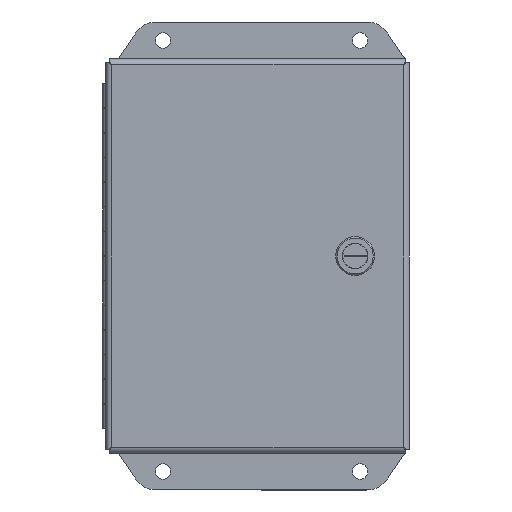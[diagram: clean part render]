
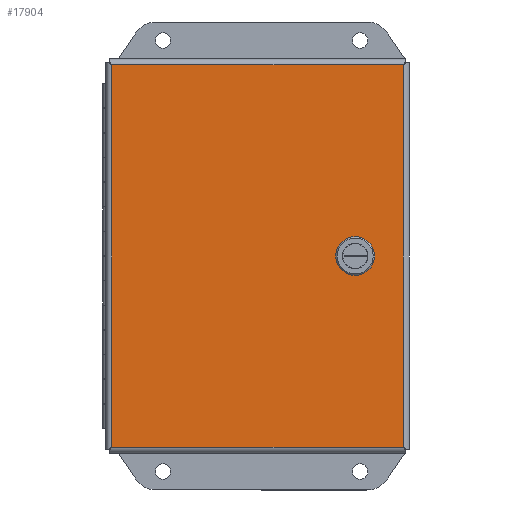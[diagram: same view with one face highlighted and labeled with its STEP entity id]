
A CAD part, front view. The second image highlights one B-rep face of the part: STEP entity #17904.
In plain terms, the highlighted planar face has unit normal (0, -1, 0).
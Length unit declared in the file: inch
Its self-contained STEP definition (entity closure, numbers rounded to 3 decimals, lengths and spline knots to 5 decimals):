
#7 = DIRECTION ( 'NONE',  ( -1., 0., 0. ) ) ;
#18 = DIRECTION ( 'NONE',  ( 0., 0., 1. ) ) ;
#329 = LINE ( 'NONE', #13260, #12962 ) ;
#336 = CARTESIAN_POINT ( 'NONE',  ( -3.0455, -4.11697, 3.8785 ) ) ;
#836 = CARTESIAN_POINT ( 'NONE',  ( 1.82441, -4.11697, -0.331 ) ) ;
#1287 = CARTESIAN_POINT ( 'NONE',  ( 1.97559, -4.11697, -0.331 ) ) ;
#1550 = DIRECTION ( 'NONE',  ( -0.707, 0., -0.707 ) ) ;
#1587 = CARTESIAN_POINT ( 'NONE',  ( 2.8785, -4.11697, 3.8785 ) ) ;
#1806 = VECTOR ( 'NONE', #18688, 39.37008 ) ;
#1882 = EDGE_CURVE ( 'NONE', #7121, #13949, #15326, .T. ) ;
#1973 = CARTESIAN_POINT ( 'NONE',  ( 2.8785, -4.11697, -3.8785 ) ) ;
#2338 = ORIENTED_EDGE ( 'NONE', *, *, #17635, .F. ) ;
#2422 = VERTEX_POINT ( 'NONE', #15724 ) ;
#2451 = VECTOR ( 'NONE', #8890, 39.37008 ) ;
#2799 = ORIENTED_EDGE ( 'NONE', *, *, #16766, .F. ) ;
#3058 = CARTESIAN_POINT ( 'NONE',  ( 2.231, -4.11697, 0.07559 ) ) ;
#3147 = VECTOR ( 'NONE', #8712, 39.37008 ) ;
#3167 = EDGE_LOOP ( 'NONE', ( #10331, #4957, #2338, #9902, #7516, #2799, #9926, #20573 ) ) ;
#4346 = CARTESIAN_POINT ( 'NONE',  ( 1.97559, -4.11697, -0.331 ) ) ;
#4883 = EDGE_LOOP ( 'NONE', ( #7943, #12958, #18593, #17933 ) ) ;
#4957 = ORIENTED_EDGE ( 'NONE', *, *, #11116, .F. ) ;
#5171 = VECTOR ( 'NONE', #6753, 39.37008 ) ;
#5622 = LINE ( 'NONE', #8086, #8569 ) ;
#5694 = VERTEX_POINT ( 'NONE', #836 ) ;
#5777 = FACE_BOUND ( 'NONE', #3167, .T. ) ;
#5861 = EDGE_CURVE ( 'NONE', #2422, #7121, #19760, .T. ) ;
#6753 = DIRECTION ( 'NONE',  ( -0.707, 0., 0.707 ) ) ;
#6756 = EDGE_CURVE ( 'NONE', #10837, #19710, #329, .T. ) ;
#6851 = DIRECTION ( 'NONE',  ( 0., 0., 1. ) ) ;
#6967 = CARTESIAN_POINT ( 'NONE',  ( 1.97559, -4.11697, 0.331 ) ) ;
#7121 = VERTEX_POINT ( 'NONE', #1587 ) ;
#7141 = PLANE ( 'NONE',  #7850 ) ;
#7282 = DIRECTION ( 'NONE',  ( -1., 0., 0. ) ) ;
#7407 = LINE ( 'NONE', #4346, #2451 ) ;
#7516 = ORIENTED_EDGE ( 'NONE', *, *, #6756, .F. ) ;
#7850 = AXIS2_PLACEMENT_3D ( 'NONE', #15417, #16792, #18576 ) ;
#7943 = ORIENTED_EDGE ( 'NONE', *, *, #5861, .T. ) ;
#8086 = CARTESIAN_POINT ( 'NONE',  ( 2.231, -4.11697, 0.07559 ) ) ;
#8569 = VECTOR ( 'NONE', #18, 39.37008 ) ;
#8712 = DIRECTION ( 'NONE',  ( 0.707, 0., 0.707 ) ) ;
#8890 = DIRECTION ( 'NONE',  ( 1., 0., 0. ) ) ;
#9766 = VERTEX_POINT ( 'NONE', #16739 ) ;
#9803 = CARTESIAN_POINT ( 'NONE',  ( -3.0455, -4.11697, -3.8785 ) ) ;
#9902 = ORIENTED_EDGE ( 'NONE', *, *, #10311, .F. ) ;
#9926 = ORIENTED_EDGE ( 'NONE', *, *, #18247, .F. ) ;
#10311 = EDGE_CURVE ( 'NONE', #19710, #9766, #12573, .T. ) ;
#10331 = ORIENTED_EDGE ( 'NONE', *, *, #17005, .F. ) ;
#10837 = VERTEX_POINT ( 'NONE', #11585 ) ;
#11116 = EDGE_CURVE ( 'NONE', #12968, #5694, #18868, .T. ) ;
#11154 = VERTEX_POINT ( 'NONE', #1287 ) ;
#11179 = DIRECTION ( 'NONE',  ( 0., 0., -1. ) ) ;
#11585 = CARTESIAN_POINT ( 'NONE',  ( 1.97559, -4.11697, 0.331 ) ) ;
#12099 = CARTESIAN_POINT ( 'NONE',  ( 2.231, -4.11697, -0.07559 ) ) ;
#12173 = VERTEX_POINT ( 'NONE', #17284 ) ;
#12236 = LINE ( 'NONE', #15421, #1806 ) ;
#12242 = VECTOR ( 'NONE', #17398, 39.37008 ) ;
#12349 = FACE_OUTER_BOUND ( 'NONE', #4883, .T. ) ;
#12573 = LINE ( 'NONE', #17449, #14909 ) ;
#12675 = VECTOR ( 'NONE', #7282, 39.37008 ) ;
#12958 = ORIENTED_EDGE ( 'NONE', *, *, #1882, .T. ) ;
#12962 = VECTOR ( 'NONE', #7, 39.37008 ) ;
#12966 = VECTOR ( 'NONE', #11179, 39.37008 ) ;
#12968 = VERTEX_POINT ( 'NONE', #14867 ) ;
#13040 = CARTESIAN_POINT ( 'NONE',  ( 1.82441, -4.11697, 0.331 ) ) ;
#13260 = CARTESIAN_POINT ( 'NONE',  ( 1.82441, -4.11697, 0.331 ) ) ;
#13949 = VERTEX_POINT ( 'NONE', #336 ) ;
#14059 = EDGE_CURVE ( 'NONE', #11154, #12173, #15171, .T. ) ;
#14867 = CARTESIAN_POINT ( 'NONE',  ( 1.569, -4.11697, -0.07559 ) ) ;
#14909 = VECTOR ( 'NONE', #1550, 39.37008 ) ;
#15171 = LINE ( 'NONE', #12099, #3147 ) ;
#15326 = LINE ( 'NONE', #16705, #12675 ) ;
#15417 = CARTESIAN_POINT ( 'NONE',  ( -3.0455, -4.11697, -3.8785 ) ) ;
#15421 = CARTESIAN_POINT ( 'NONE',  ( -3.0455, -4.11697, -3.8785 ) ) ;
#15638 = VERTEX_POINT ( 'NONE', #3058 ) ;
#15724 = CARTESIAN_POINT ( 'NONE',  ( 2.8785, -4.11697, -3.8785 ) ) ;
#16007 = VECTOR ( 'NONE', #17642, 39.37008 ) ;
#16160 = LINE ( 'NONE', #19319, #12966 ) ;
#16161 = EDGE_CURVE ( 'NONE', #17766, #2422, #19325, .T. ) ;
#16390 = EDGE_CURVE ( 'NONE', #13949, #17766, #12236, .T. ) ;
#16644 = VECTOR ( 'NONE', #6851, 39.37008 ) ;
#16705 = CARTESIAN_POINT ( 'NONE',  ( -3.0455, -4.11697, 3.8785 ) ) ;
#16739 = CARTESIAN_POINT ( 'NONE',  ( 1.569, -4.11697, 0.07559 ) ) ;
#16766 = EDGE_CURVE ( 'NONE', #15638, #10837, #17961, .T. ) ;
#16792 = DIRECTION ( 'NONE',  ( 0., -1., 0. ) ) ;
#17005 = EDGE_CURVE ( 'NONE', #5694, #11154, #7407, .T. ) ;
#17284 = CARTESIAN_POINT ( 'NONE',  ( 2.231, -4.11697, -0.07559 ) ) ;
#17398 = DIRECTION ( 'NONE',  ( 0.707, 0., -0.707 ) ) ;
#17449 = CARTESIAN_POINT ( 'NONE',  ( 1.569, -4.11697, 0.07559 ) ) ;
#17635 = EDGE_CURVE ( 'NONE', #9766, #12968, #16160, .T. ) ;
#17642 = DIRECTION ( 'NONE',  ( 1., 0., 0. ) ) ;
#17766 = VERTEX_POINT ( 'NONE', #19750 ) ;
#17904 = ADVANCED_FACE ( 'NONE', ( #5777, #12349 ), #7141, .T. ) ;
#17933 = ORIENTED_EDGE ( 'NONE', *, *, #16161, .T. ) ;
#17961 = LINE ( 'NONE', #6967, #5171 ) ;
#18247 = EDGE_CURVE ( 'NONE', #12173, #15638, #5622, .T. ) ;
#18576 = DIRECTION ( 'NONE',  ( 0., 0., -1. ) ) ;
#18593 = ORIENTED_EDGE ( 'NONE', *, *, #16390, .T. ) ;
#18688 = DIRECTION ( 'NONE',  ( 0., 0., -1. ) ) ;
#18868 = LINE ( 'NONE', #18966, #12242 ) ;
#18966 = CARTESIAN_POINT ( 'NONE',  ( 1.82441, -4.11697, -0.331 ) ) ;
#19319 = CARTESIAN_POINT ( 'NONE',  ( 1.569, -4.11697, -0.07559 ) ) ;
#19325 = LINE ( 'NONE', #9803, #16007 ) ;
#19710 = VERTEX_POINT ( 'NONE', #13040 ) ;
#19750 = CARTESIAN_POINT ( 'NONE',  ( -3.0455, -4.11697, -3.8785 ) ) ;
#19760 = LINE ( 'NONE', #1973, #16644 ) ;
#20573 = ORIENTED_EDGE ( 'NONE', *, *, #14059, .F. ) ;
